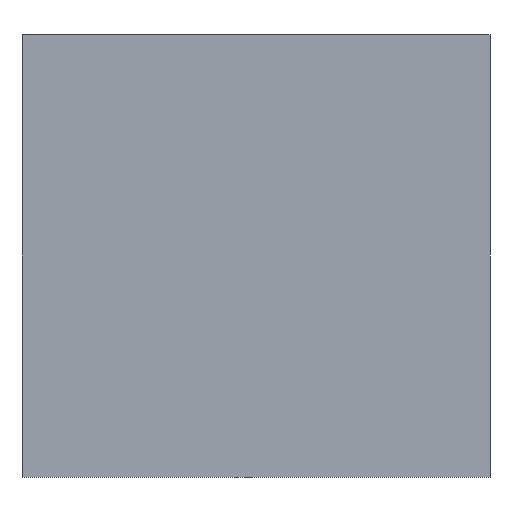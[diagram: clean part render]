
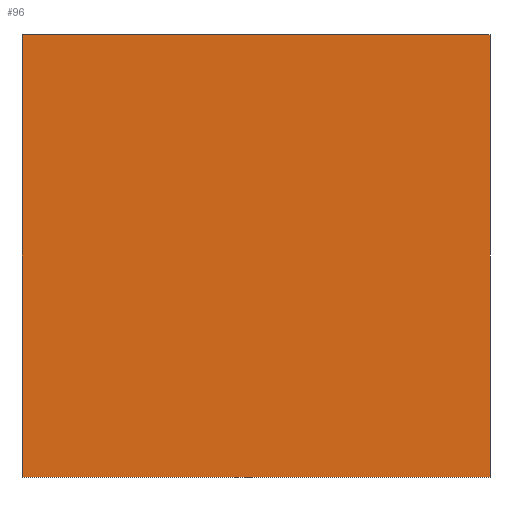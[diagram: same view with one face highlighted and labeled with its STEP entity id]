
A CAD part, front view. The second image highlights one B-rep face of the part: STEP entity #96.
In plain terms, the highlighted planar face has unit normal (0, -1, 0).
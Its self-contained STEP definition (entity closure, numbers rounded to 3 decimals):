
#5 = VERTEX_POINT ( 'NONE', #227 ) ;
#7 = LINE ( 'NONE', #53, #171 ) ;
#22 = ORIENTED_EDGE ( 'NONE', *, *, #208, .T. ) ;
#26 = CARTESIAN_POINT ( 'NONE',  ( -4538., -250., -4596.5 ) ) ;
#30 = EDGE_CURVE ( 'NONE', #162, #55, #7, .T. ) ;
#38 = FACE_OUTER_BOUND ( 'NONE', #170, .T. ) ;
#41 = CARTESIAN_POINT ( 'NONE',  ( -4538., -250., 4213.5 ) ) ;
#46 = VECTOR ( 'NONE', #209, 1000. ) ;
#53 = CARTESIAN_POINT ( 'NONE',  ( -4538., -250., -4596.5 ) ) ;
#55 = VERTEX_POINT ( 'NONE', #210 ) ;
#57 = CARTESIAN_POINT ( 'NONE',  ( 4778.5, -250., 4213.5 ) ) ;
#59 = CARTESIAN_POINT ( 'NONE',  ( 4778.5, -250., -4596.5 ) ) ;
#66 = VECTOR ( 'NONE', #179, 1000. ) ;
#90 = PLANE ( 'NONE',  #116 ) ;
#92 = ORIENTED_EDGE ( 'NONE', *, *, #237, .T. ) ;
#96 = ADVANCED_FACE ( 'NONE', ( #38 ), #90, .T. ) ;
#97 = LINE ( 'NONE', #155, #66 ) ;
#98 = LINE ( 'NONE', #59, #216 ) ;
#116 = AXIS2_PLACEMENT_3D ( 'NONE', #169, #185, #187 ) ;
#117 = EDGE_CURVE ( 'NONE', #5, #168, #226, .T. ) ;
#141 = ORIENTED_EDGE ( 'NONE', *, *, #117, .T. ) ;
#146 = ORIENTED_EDGE ( 'NONE', *, *, #30, .T. ) ;
#155 = CARTESIAN_POINT ( 'NONE',  ( -4538., -250., 4213.5 ) ) ;
#162 = VERTEX_POINT ( 'NONE', #26 ) ;
#168 = VERTEX_POINT ( 'NONE', #41 ) ;
#169 = CARTESIAN_POINT ( 'NONE',  ( 0., -250., 0. ) ) ;
#170 = EDGE_LOOP ( 'NONE', ( #92, #146, #22, #141 ) ) ;
#171 = VECTOR ( 'NONE', #205, 1000. ) ;
#173 = DIRECTION ( 'NONE',  ( 0., 0., 1. ) ) ;
#179 = DIRECTION ( 'NONE',  ( 0., 0., -1. ) ) ;
#185 = DIRECTION ( 'NONE',  ( 0., -1., 0. ) ) ;
#187 = DIRECTION ( 'NONE',  ( 0., 0., -1. ) ) ;
#205 = DIRECTION ( 'NONE',  ( 1., 0., 0. ) ) ;
#208 = EDGE_CURVE ( 'NONE', #55, #5, #98, .T. ) ;
#209 = DIRECTION ( 'NONE',  ( -1., 0., 0. ) ) ;
#210 = CARTESIAN_POINT ( 'NONE',  ( 4778.5, -250., -4596.5 ) ) ;
#216 = VECTOR ( 'NONE', #173, 1000. ) ;
#226 = LINE ( 'NONE', #57, #46 ) ;
#227 = CARTESIAN_POINT ( 'NONE',  ( 4778.5, -250., 4213.5 ) ) ;
#237 = EDGE_CURVE ( 'NONE', #168, #162, #97, .T. ) ;
